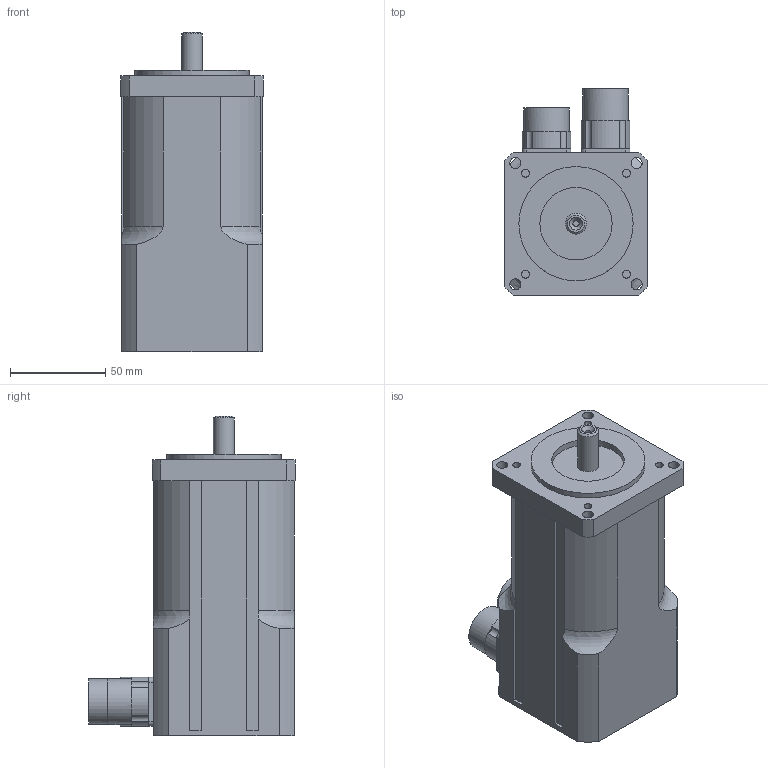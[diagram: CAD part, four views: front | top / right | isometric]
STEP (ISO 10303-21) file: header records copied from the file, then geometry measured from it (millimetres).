
FILE_DESCRIPTION((''),'2;1');
FILE_NAME('T3008 00_0190.stp','2011-03-17T11:55:24',('oslejsek'),(''),'Autodesk Inventor 10','Autodesk Inventor 10','');
FILE_SCHEMA(('AUTOMOTIVE_DESIGN { 1 0 10303 214 1 1 1 1 }'));
Length unit declared in the file: millimetre
Products named in the file (4): T3008 00_0190; Konektor_rovny_mot; Konektor_rovny_res
Assembly tree (3 placements, depth 2):
  T3008 00_0190
    T3008 00_0190
    Konektor_rovny_mot
    Konektor_rovny_res
Bounding box: 75 x 108.5 x 168 mm (x, y, z)
Volume: 743980 mm3; surface area: 64840 mm2
Topology: 3 solids, 3 shells, 141 faces, 352 edges, 228 vertices
Faces by surface type: plane 58, cylinder 51, bspline 27, torus 4, cone 1
Full cylindrical faces by diameter (mm): 2.7 x8, 11 x1, 20 x2, 24 x2, 38 x1, 60 x1
Entity records: 4623 total; most frequent: CARTESIAN_POINT 1227, DIRECTION 710, ORIENTED_EDGE 632, EDGE_CURVE 316, AXIS2_PLACEMENT_3D 285, VERTEX_POINT 220, EDGE_LOOP 208, CIRCLE 164
